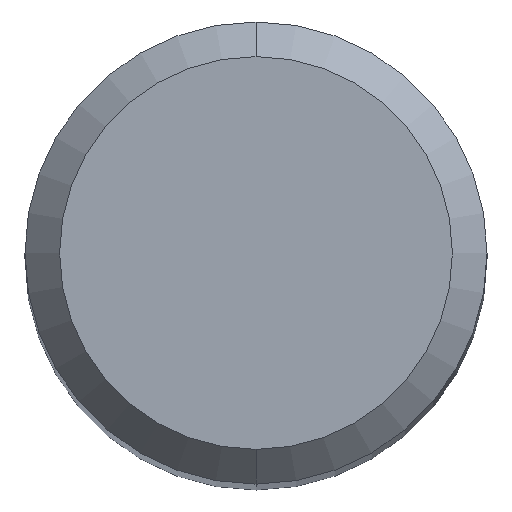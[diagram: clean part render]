
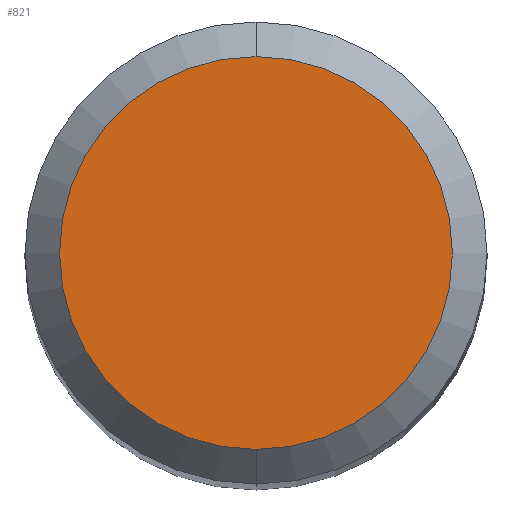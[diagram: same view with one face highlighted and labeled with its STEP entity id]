
A CAD part, top view. The second image highlights one B-rep face of the part: STEP entity #821.
In plain terms, the highlighted planar face has unit normal (0, 0, 1).
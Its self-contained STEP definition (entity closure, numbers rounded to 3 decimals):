
#673=EDGE_CURVE('',#907,#913,#1534,.T.);
#821=ADVANCED_FACE('',(#1693),#1694,.T.);
#907=VERTEX_POINT('',#1786);
#913=VERTEX_POINT('',#1792);
#927=EDGE_CURVE('',#913,#907,#1806,.T.);
#1534=CIRCLE('',#3418,1.7);
#1693=FACE_OUTER_BOUND('',#4389,.T.);
#1694=PLANE('',#4390);
#1786=CARTESIAN_POINT('',(0.0,1.7,0.0));
#1792=CARTESIAN_POINT('',(0.,-1.7,0.0));
#1806=CIRCLE('',#4703,1.7);
#3418=AXIS2_PLACEMENT_3D('',#6308,#6309,#6310);
#4389=EDGE_LOOP('',(#6449,#6450));
#4390=AXIS2_PLACEMENT_3D('',#6451,#6452,#6453);
#4703=AXIS2_PLACEMENT_3D('',#6549,#6550,#6551);
#6308=CARTESIAN_POINT('',(0.0,0.0,0.0));
#6309=DIRECTION('',(0.0,0.0,-1.0));
#6310=DIRECTION('',(0.0,1.0,0.0));
#6449=ORIENTED_EDGE('',*,*,#673,.F.);
#6450=ORIENTED_EDGE('',*,*,#927,.F.);
#6451=CARTESIAN_POINT('',(0.0,0.85,0.0));
#6452=DIRECTION('',(-0.0,0.0,1.0));
#6453=DIRECTION('',(0.0,-1.0,0.0));
#6549=CARTESIAN_POINT('',(0.0,0.0,0.0));
#6550=DIRECTION('',(0.0,0.0,-1.0));
#6551=DIRECTION('',(0.0,1.0,0.0));
